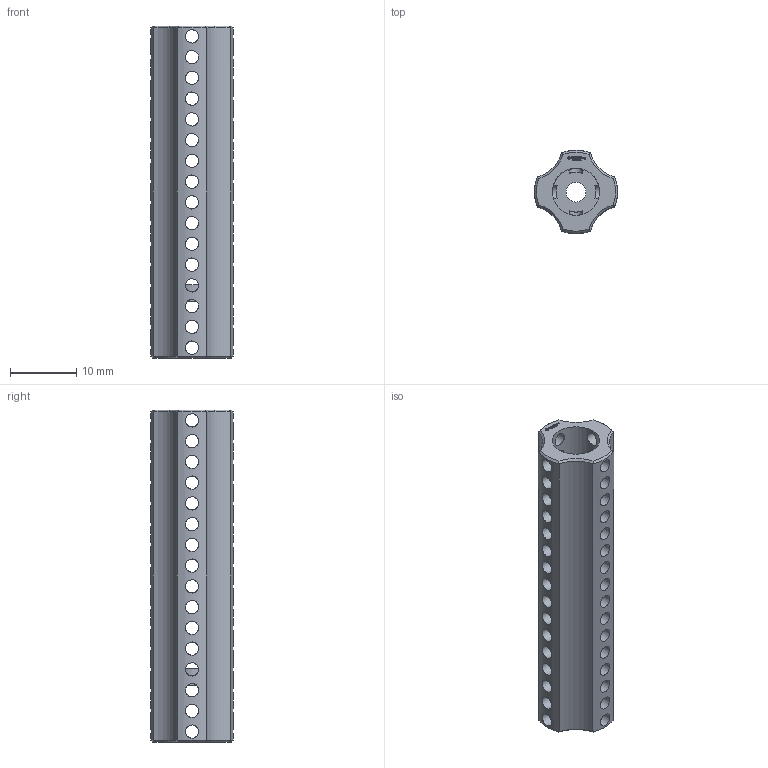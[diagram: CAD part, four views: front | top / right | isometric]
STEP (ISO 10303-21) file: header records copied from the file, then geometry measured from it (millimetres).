
FILE_DESCRIPTION(('FreeCAD Model'),'2;1');
FILE_NAME('Open CASCADE Shape Model','2024-02-18T14:26:00',(''),(''), 'Open CASCADE STEP processor 7.6','FreeCAD','Unknown');
FILE_SCHEMA(('AUTOMOTIVE_DESIGN { 1 0 10303 214 1 1 1 1 }'));
Length unit declared in the file: millimetre
Products named in the file (1): Power-Transmission Hub PLN IDX FRE TTMotor BU04.00 - SPN-PTH-0251 
(stemfie.org)
Bounding box: 12.5 x 12.5 x 50 mm (x, y, z)
Volume: 2934.3 mm3; surface area: 3981.6 mm2
Topology: 1 solids, 1 shells, 560 faces, 1667 edges, 1116 vertices
Faces by surface type: plane 322, extrusion 132, cylinder 84, cone 22
Full cylindrical faces by diameter (mm): 2 x64, 3 x1, 7.1 x1
Entity records: 61893 total; most frequent: CARTESIAN_POINT 30577, DIRECTION 4861, VECTOR 3779, LINE 3647, ORIENTED_EDGE 3334, PCURVE 3334, DEFINITIONAL_REPRESENTATION 3334, EDGE_CURVE 1667
